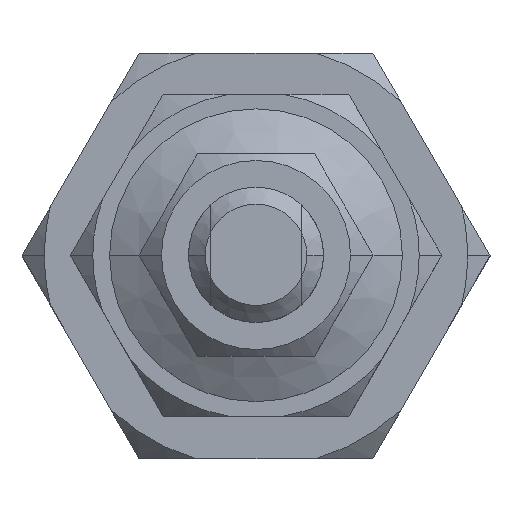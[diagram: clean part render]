
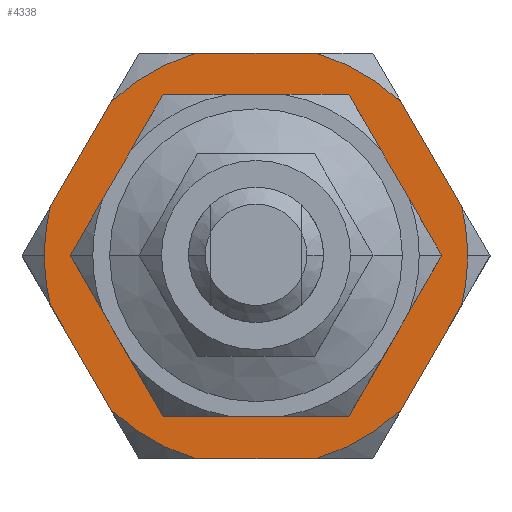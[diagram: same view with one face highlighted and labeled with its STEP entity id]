
A CAD part, top view. The second image highlights one B-rep face of the part: STEP entity #4338.
In plain terms, the highlighted planar face has unit normal (0, 0, 1).
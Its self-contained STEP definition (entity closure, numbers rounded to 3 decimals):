
#3212=CARTESIAN_POINT('',(12.,0.,60.161));
#3213=VERTEX_POINT('',#3212);
#3222=CARTESIAN_POINT('',(-12.,0.,60.161));
#3223=VERTEX_POINT('',#3222);
#3224=CARTESIAN_POINT('',(0.,0.,60.161));
#3225=DIRECTION('',(0.0,0.0,-1.0));
#3226=DIRECTION('',(1.0,0.0,0.0));
#3227=AXIS2_PLACEMENT_3D('',#3224,#3225,#3226);
#3228=CIRCLE('',#3227,12.0);
#3229=EDGE_CURVE('',#3223,#3213,#3228,.T.);
#3376=CARTESIAN_POINT('',(18.785,0.,60.161));
#3377=VERTEX_POINT('',#3376);
#3386=CARTESIAN_POINT('',(18.275,-4.347,60.161));
#3387=VERTEX_POINT('',#3386);
#3388=CARTESIAN_POINT('',(0.,0.,60.161));
#3389=DIRECTION('',(0.0,0.0,1.0));
#3390=DIRECTION('',(1.0,0.0,0.0));
#3391=AXIS2_PLACEMENT_3D('',#3388,#3389,#3390);
#3392=CIRCLE('',#3391,18.785);
#3393=EDGE_CURVE('',#3387,#3377,#3392,.T.);
#3418=CARTESIAN_POINT('',(-18.785,0.,60.161));
#3419=VERTEX_POINT('',#3418);
#3426=CARTESIAN_POINT('',(-18.275,-4.347,60.161));
#3427=VERTEX_POINT('',#3426);
#3441=CARTESIAN_POINT('',(0.,0.,60.161));
#3442=DIRECTION('',(0.0,0.0,1.0));
#3443=DIRECTION('',(1.0,0.0,0.0));
#3444=AXIS2_PLACEMENT_3D('',#3441,#3442,#3443);
#3445=CIRCLE('',#3444,18.785);
#3446=EDGE_CURVE('',#3419,#3427,#3445,.T.);
#3457=CARTESIAN_POINT('',(-18.275,4.347,60.161));
#3458=VERTEX_POINT('',#3457);
#3459=CARTESIAN_POINT('',(0.,0.,60.161));
#3460=DIRECTION('',(0.0,0.0,1.0));
#3461=DIRECTION('',(1.0,0.0,0.0));
#3462=AXIS2_PLACEMENT_3D('',#3459,#3460,#3461);
#3463=CIRCLE('',#3462,18.785);
#3464=EDGE_CURVE('',#3458,#3419,#3463,.T.);
#3487=CARTESIAN_POINT('',(-5.372,-18.,60.161));
#3488=VERTEX_POINT('',#3487);
#3504=CARTESIAN_POINT('',(-12.902,-13.653,60.161));
#3505=VERTEX_POINT('',#3504);
#3506=CARTESIAN_POINT('',(0.,0.,60.161));
#3507=DIRECTION('',(0.0,0.0,1.0));
#3508=DIRECTION('',(1.0,0.0,0.0));
#3509=AXIS2_PLACEMENT_3D('',#3506,#3507,#3508);
#3510=CIRCLE('',#3509,18.785);
#3511=EDGE_CURVE('',#3505,#3488,#3510,.T.);
#3536=CARTESIAN_POINT('',(-5.372,18.,60.161));
#3537=VERTEX_POINT('',#3536);
#3551=CARTESIAN_POINT('',(-12.902,13.653,60.161));
#3552=VERTEX_POINT('',#3551);
#3566=CARTESIAN_POINT('',(0.,0.,60.161));
#3567=DIRECTION('',(0.0,0.0,1.0));
#3568=DIRECTION('',(1.0,0.0,0.0));
#3569=AXIS2_PLACEMENT_3D('',#3566,#3567,#3568);
#3570=CIRCLE('',#3569,18.785);
#3571=EDGE_CURVE('',#3537,#3552,#3570,.T.);
#3583=CARTESIAN_POINT('',(12.902,13.653,60.161));
#3584=VERTEX_POINT('',#3583);
#3598=CARTESIAN_POINT('',(5.372,18.,60.161));
#3599=VERTEX_POINT('',#3598);
#3613=CARTESIAN_POINT('',(0.,0.,60.161));
#3614=DIRECTION('',(0.0,0.0,1.0));
#3615=DIRECTION('',(1.0,0.0,0.0));
#3616=AXIS2_PLACEMENT_3D('',#3613,#3614,#3615);
#3617=CIRCLE('',#3616,18.785);
#3618=EDGE_CURVE('',#3584,#3599,#3617,.T.);
#3628=CARTESIAN_POINT('',(12.902,-13.653,60.161));
#3629=VERTEX_POINT('',#3628);
#3645=CARTESIAN_POINT('',(5.372,-18.,60.161));
#3646=VERTEX_POINT('',#3645);
#3647=CARTESIAN_POINT('',(0.,0.,60.161));
#3648=DIRECTION('',(0.0,0.0,1.0));
#3649=DIRECTION('',(1.0,0.0,0.0));
#3650=AXIS2_PLACEMENT_3D('',#3647,#3648,#3649);
#3651=CIRCLE('',#3650,18.785);
#3652=EDGE_CURVE('',#3646,#3629,#3651,.T.);
#3676=CARTESIAN_POINT('',(18.275,4.347,60.161));
#3677=VERTEX_POINT('',#3676);
#3691=CARTESIAN_POINT('',(0.,0.,60.161));
#3692=DIRECTION('',(0.0,0.0,1.0));
#3693=DIRECTION('',(1.0,0.0,0.0));
#3694=AXIS2_PLACEMENT_3D('',#3691,#3692,#3693);
#3695=CIRCLE('',#3694,18.785);
#3696=EDGE_CURVE('',#3377,#3677,#3695,.T.);
#4083=CARTESIAN_POINT('',(18.275,-4.347,60.161));
#4084=DIRECTION('',(-0.5,-0.866,0.0));
#4085=VECTOR('',#4084,10.745);
#4086=LINE('',#4083,#4085);
#4087=EDGE_CURVE('',#3387,#3629,#4086,.T.);
#4119=CARTESIAN_POINT('',(5.372,-18.,60.161));
#4120=DIRECTION('',(-1.0,0.0,0.0));
#4121=VECTOR('',#4120,10.745);
#4122=LINE('',#4119,#4121);
#4123=EDGE_CURVE('',#3646,#3488,#4122,.T.);
#4202=CARTESIAN_POINT('',(-12.902,-13.653,60.161));
#4203=DIRECTION('',(-0.5,0.866,0.0));
#4204=VECTOR('',#4203,10.745);
#4205=LINE('',#4202,#4204);
#4206=EDGE_CURVE('',#3505,#3427,#4205,.T.);
#4230=CARTESIAN_POINT('',(0.,0.,60.161));
#4231=DIRECTION('',(0.0,0.0,-1.0));
#4232=DIRECTION('',(1.0,0.0,0.0));
#4233=AXIS2_PLACEMENT_3D('',#4230,#4231,#4232);
#4234=CIRCLE('',#4233,12.0);
#4235=EDGE_CURVE('',#3213,#3223,#4234,.T.);
#4262=CARTESIAN_POINT('',(-5.372,18.,60.161));
#4263=DIRECTION('',(1.0,0.0,0.0));
#4264=VECTOR('',#4263,10.745);
#4265=LINE('',#4262,#4264);
#4266=EDGE_CURVE('',#3537,#3599,#4265,.T.);
#4283=CARTESIAN_POINT('',(12.902,13.653,60.161));
#4284=DIRECTION('',(0.5,-0.866,0.0));
#4285=VECTOR('',#4284,10.745);
#4286=LINE('',#4283,#4285);
#4287=EDGE_CURVE('',#3584,#3677,#4286,.T.);
#4304=CARTESIAN_POINT('',(-18.275,4.347,60.161));
#4305=DIRECTION('',(0.5,0.866,0.0));
#4306=VECTOR('',#4305,10.745);
#4307=LINE('',#4304,#4306);
#4308=EDGE_CURVE('',#3458,#3552,#4307,.T.);
#4313=CARTESIAN_POINT('',(-10.392,18.,60.161));
#4314=DIRECTION('',(0.0,0.0,-1.0));
#4315=DIRECTION('',(-1.0,0.0,0.0));
#4316=AXIS2_PLACEMENT_3D('',#4313,#4314,#4315);
#4317=PLANE('',#4316);
#4318=ORIENTED_EDGE('',*,*,#3393,.T.);
#4319=ORIENTED_EDGE('',*,*,#3696,.T.);
#4320=ORIENTED_EDGE('',*,*,#4287,.F.);
#4321=ORIENTED_EDGE('',*,*,#3618,.T.);
#4322=ORIENTED_EDGE('',*,*,#4266,.F.);
#4323=ORIENTED_EDGE('',*,*,#3571,.T.);
#4324=ORIENTED_EDGE('',*,*,#4308,.F.);
#4325=ORIENTED_EDGE('',*,*,#3464,.T.);
#4326=ORIENTED_EDGE('',*,*,#3446,.T.);
#4327=ORIENTED_EDGE('',*,*,#4206,.F.);
#4328=ORIENTED_EDGE('',*,*,#3511,.T.);
#4329=ORIENTED_EDGE('',*,*,#4123,.F.);
#4330=ORIENTED_EDGE('',*,*,#3652,.T.);
#4331=ORIENTED_EDGE('',*,*,#4087,.F.);
#4332=EDGE_LOOP('',(#4318,#4319,#4320,#4321,#4322,#4323,#4324,#4325,#4326,#4327,#4328,#4329,#4330,#4331));
#4333=FACE_OUTER_BOUND('',#4332,.T.);
#4334=ORIENTED_EDGE('',*,*,#4235,.T.);
#4335=ORIENTED_EDGE('',*,*,#3229,.T.);
#4336=EDGE_LOOP('',(#4334,#4335));
#4337=FACE_BOUND('',#4336,.T.);
#4338=ADVANCED_FACE('',(#4333,#4337),#4317,.F.);
